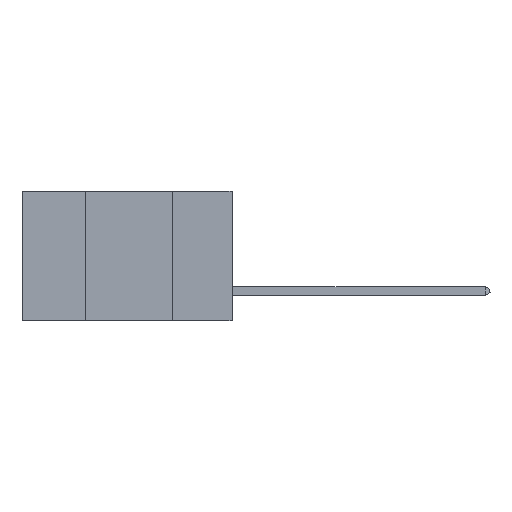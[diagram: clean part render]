
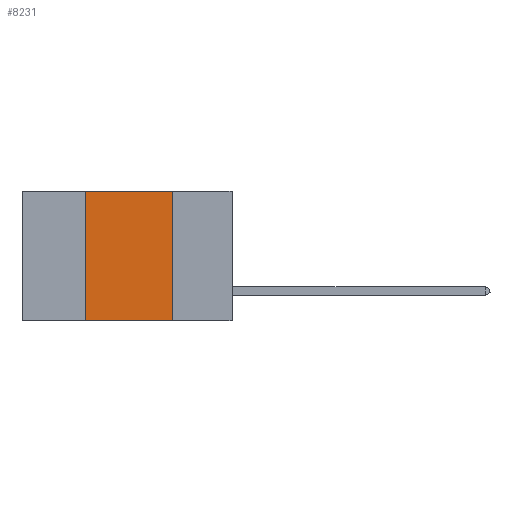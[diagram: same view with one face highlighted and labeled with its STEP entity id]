
A CAD part, left-side view. The second image highlights one B-rep face of the part: STEP entity #8231.
In plain terms, the highlighted planar face has unit normal (-1, 0, 0).
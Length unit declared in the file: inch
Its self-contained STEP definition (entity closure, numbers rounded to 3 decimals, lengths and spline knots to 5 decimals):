
#72 = AXIS2_PLACEMENT_3D ( 'NONE', #5093, #12419, #12284 ) ;
#420 = DIRECTION ( 'NONE',  ( 0., -1., 0. ) ) ;
#479 = EDGE_CURVE ( 'NONE', #6947, #13107, #13055, .T. ) ;
#1046 = CARTESIAN_POINT ( 'NONE',  ( 0., 0.17, -0.37 ) ) ;
#1589 = ORIENTED_EDGE ( 'NONE', *, *, #12142, .T. ) ;
#1816 = DIRECTION ( 'NONE',  ( 0., 0., 1. ) ) ;
#1836 = PLANE ( 'NONE',  #72 ) ;
#1961 = CARTESIAN_POINT ( 'NONE',  ( 0., 0.42, 0. ) ) ;
#2194 = DIRECTION ( 'NONE',  ( 0., -1., 0. ) ) ;
#2328 = CARTESIAN_POINT ( 'NONE',  ( 0., 0.42, 0. ) ) ;
#2442 = VERTEX_POINT ( 'NONE', #10879 ) ;
#2567 = VECTOR ( 'NONE', #2194, 39.37008 ) ;
#2574 = FACE_OUTER_BOUND ( 'NONE', #10576, .T. ) ;
#3565 = LINE ( 'NONE', #8380, #2567 ) ;
#3622 = VECTOR ( 'NONE', #5600, 39.37008 ) ;
#4455 = VECTOR ( 'NONE', #420, 39.37008 ) ;
#4601 = ORIENTED_EDGE ( 'NONE', *, *, #12587, .F. ) ;
#5093 = CARTESIAN_POINT ( 'NONE',  ( 0., 0.6, 0. ) ) ;
#5140 = VERTEX_POINT ( 'NONE', #1046 ) ;
#5430 = CARTESIAN_POINT ( 'NONE',  ( 0., 0.17, 0. ) ) ;
#5600 = DIRECTION ( 'NONE',  ( 0., 0., -1. ) ) ;
#6218 = LINE ( 'NONE', #5430, #3622 ) ;
#6251 = CARTESIAN_POINT ( 'NONE',  ( 0., 0.42, -0.37 ) ) ;
#6936 = EDGE_CURVE ( 'NONE', #13107, #2442, #3565, .T. ) ;
#6947 = VERTEX_POINT ( 'NONE', #6251 ) ;
#7217 = LINE ( 'NONE', #7797, #4455 ) ;
#7797 = CARTESIAN_POINT ( 'NONE',  ( 0., 0.6, -0.37 ) ) ;
#8231 = ADVANCED_FACE ( 'NONE', ( #2574 ), #1836, .F. ) ;
#8380 = CARTESIAN_POINT ( 'NONE',  ( 0., 0.6, 0. ) ) ;
#9970 = ORIENTED_EDGE ( 'NONE', *, *, #6936, .F. ) ;
#10222 = ORIENTED_EDGE ( 'NONE', *, *, #479, .F. ) ;
#10271 = VECTOR ( 'NONE', #1816, 39.37008 ) ;
#10576 = EDGE_LOOP ( 'NONE', ( #4601, #9970, #10222, #1589 ) ) ;
#10879 = CARTESIAN_POINT ( 'NONE',  ( 0., 0.17, 0. ) ) ;
#12142 = EDGE_CURVE ( 'NONE', #6947, #5140, #7217, .T. ) ;
#12284 = DIRECTION ( 'NONE',  ( 0., 0., -1. ) ) ;
#12419 = DIRECTION ( 'NONE',  ( 1., 0., 0. ) ) ;
#12587 = EDGE_CURVE ( 'NONE', #2442, #5140, #6218, .T. ) ;
#13055 = LINE ( 'NONE', #1961, #10271 ) ;
#13107 = VERTEX_POINT ( 'NONE', #2328 ) ;
